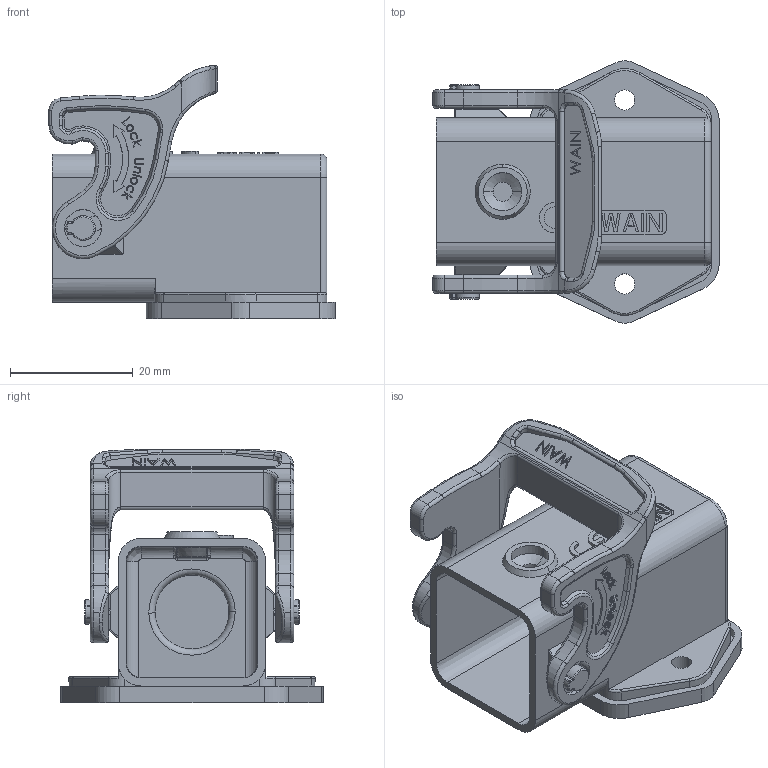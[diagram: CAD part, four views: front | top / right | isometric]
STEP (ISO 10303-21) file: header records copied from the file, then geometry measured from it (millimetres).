
FILE_DESCRIPTION((''),'2;1');
FILE_NAME('3D_1180039271001_H3A_P-BK-1L-SE','2024-01-12T',('yp.zhu'),(''),'PRO/ENGINEER BY PARAMETRIC TECHNOLOGY CORPORATION, 2012480','PRO/ENGINEER BY PARAMETRIC TECHNOLOGY CORPORATION, 2012480','');
FILE_SCHEMA(('CONFIG_CONTROL_DESIGN'));
Length unit declared in the file: millimetre
Products named in the file (1): 3D_1180039271001_H3A_P-BK-1L-SE
Bounding box: 46.68 x 42.77 x 41.3 mm (x, y, z)
Volume: 12409.3 mm3; surface area: 12943.1 mm2
Topology: 1 solids, 1 shells, 938 faces, 2450 edges, 1546 vertices
Faces by surface type: plane 378, cylinder 212, bspline 192, torus 103, cone 31, sphere 20, extrusion 2
Entity records: 38574 total; most frequent: CARTESIAN_POINT 16779, ORIENTED_EDGE 4860, DIRECTION 4006, EDGE_CURVE 2430, VERTEX_POINT 1546, AXIS2_PLACEMENT_3D 1378, VECTOR 1250, LINE 1248
